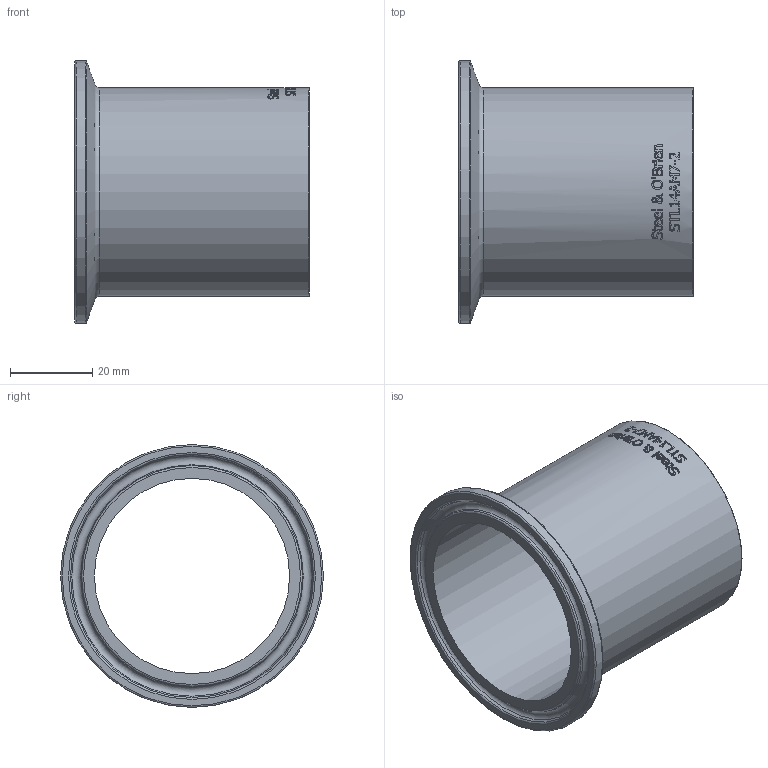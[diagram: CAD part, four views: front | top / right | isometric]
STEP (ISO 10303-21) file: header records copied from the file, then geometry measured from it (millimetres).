
FILE_DESCRIPTION(/* description */ (''),/* implementation_level */ '2;1');
FILE_NAME(/* name */ 'STL14AM7-2.stp',/* time_stamp */ '2018-11-16T16:09:51-05:00',/* author */ ('ken'),/* organization */ (''),/* preprocessor_version */ 'ST-DEVELOPER v15.2',/* originating_system */ 'Autodesk Inventor 2014',/* authorisation */ '');
FILE_SCHEMA (('AUTOMOTIVE_DESIGN { 1 0 10303 214 3 1 1 }'));
Length unit declared in the file: inch
Products named in the file (1): STL14AM7-2
Bounding box: 57.15 x 63.91 x 63.91 mm (x, y, z)
Volume: 18677.7 mm3; surface area: 20548.3 mm2
Topology: 1 solids, 1 shells, 361 faces, 961 edges, 637 vertices
Faces by surface type: plane 166, bspline 147, cylinder 37, torus 8, cone 3
Full cylindrical faces by diameter (mm): 47.498 x1, 50.8 x1, 63.906 x1
Entity records: 13953 total; most frequent: CARTESIAN_POINT 5759, ORIENTED_EDGE 1894, DIRECTION 1294, EDGE_CURVE 947, VERTEX_POINT 637, LINE 442, VECTOR 442, AXIS2_PLACEMENT_3D 426
